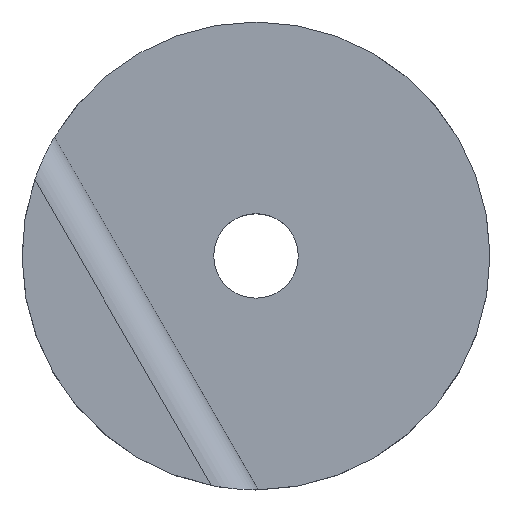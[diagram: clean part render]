
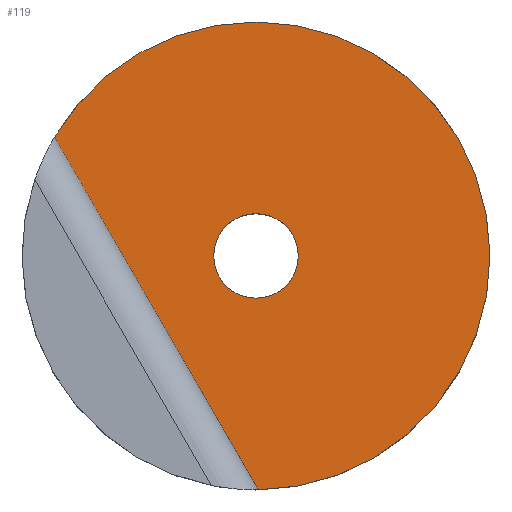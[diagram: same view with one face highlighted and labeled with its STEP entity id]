
A CAD part, top view. The second image highlights one B-rep face of the part: STEP entity #119.
In plain terms, the highlighted planar face has unit normal (0, 0, 1).
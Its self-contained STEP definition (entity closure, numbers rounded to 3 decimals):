
#18=LINE('',#199,#25);
#25=VECTOR('',#166,28.5);
#35=FACE_BOUND('',#47,.T.);
#38=FACE_OUTER_BOUND('',#46,.T.);
#46=EDGE_LOOP('',(#89,#90,#91));
#47=EDGE_LOOP('',(#92));
#54=CIRCLE('',#142,1.1);
#55=CIRCLE('',#144,6.096);
#56=CIRCLE('',#145,6.096);
#60=VERTEX_POINT('',#193);
#61=VERTEX_POINT('',#197);
#62=VERTEX_POINT('',#198);
#63=VERTEX_POINT('',#200);
#70=EDGE_CURVE('',#60,#60,#54,.T.);
#72=EDGE_CURVE('',#61,#62,#18,.T.);
#73=EDGE_CURVE('',#62,#63,#55,.T.);
#74=EDGE_CURVE('',#63,#61,#56,.T.);
#89=ORIENTED_EDGE('',*,*,#72,.T.);
#90=ORIENTED_EDGE('',*,*,#73,.T.);
#91=ORIENTED_EDGE('',*,*,#74,.T.);
#92=ORIENTED_EDGE('',*,*,#70,.F.);
#114=PLANE('',#143);
#119=ADVANCED_FACE('',(#38,#35),#114,.T.);
#142=AXIS2_PLACEMENT_3D('',#194,#161,#162);
#143=AXIS2_PLACEMENT_3D('',#196,#164,#165);
#144=AXIS2_PLACEMENT_3D('',#201,#167,#168);
#145=AXIS2_PLACEMENT_3D('',#202,#169,#170);
#161=DIRECTION('center_axis',(0.,0.,
1.));
#162=DIRECTION('ref_axis',(0.,-1.,0.));
#164=DIRECTION('center_axis',(0.,0.,
1.));
#165=DIRECTION('ref_axis',(1.,0.,0.));
#166=DIRECTION('',(0.5,-0.866,0.));
#167=DIRECTION('center_axis',(0.,0.,
1.));
#168=DIRECTION('ref_axis',(0.,-1.,0.));
#169=DIRECTION('center_axis',(0.,0.,
1.));
#170=DIRECTION('ref_axis',(0.,-1.,0.));
#193=CARTESIAN_POINT('',(0.,1.1,2.));
#194=CARTESIAN_POINT('Origin',(0.,0.,2.));
#196=CARTESIAN_POINT('Origin',(0.001,-0.001,
2.));
#197=CARTESIAN_POINT('',(-5.251,3.096,2.));
#198=CARTESIAN_POINT('',(0.055,-6.096,2.));
#199=CARTESIAN_POINT('',(-11.598,14.088,2.));
#200=CARTESIAN_POINT('',(0.,6.096,2.));
#201=CARTESIAN_POINT('Origin',(0.,0.,
2.));
#202=CARTESIAN_POINT('Origin',(0.,0.,
2.));
